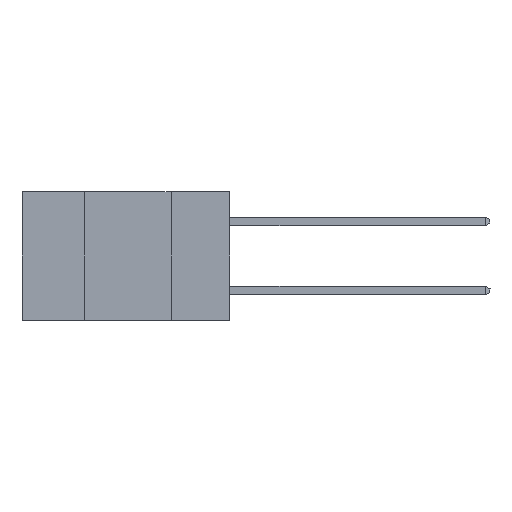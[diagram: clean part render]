
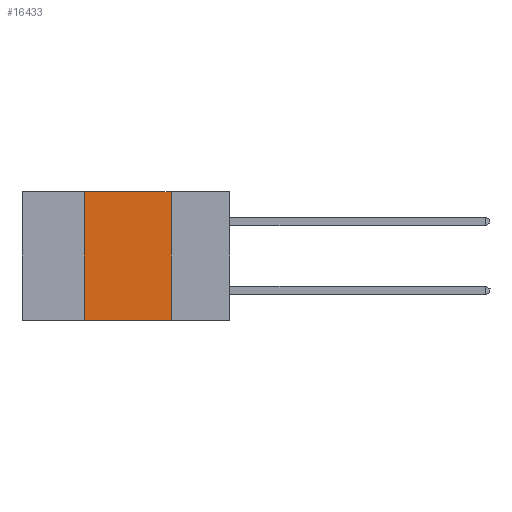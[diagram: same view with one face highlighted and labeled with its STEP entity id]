
A CAD part, left-side view. The second image highlights one B-rep face of the part: STEP entity #16433.
In plain terms, the highlighted planar face has unit normal (-1, 0, 0).
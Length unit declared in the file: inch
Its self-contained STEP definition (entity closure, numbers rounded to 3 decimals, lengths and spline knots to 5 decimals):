
#321 = CARTESIAN_POINT ( 'NONE',  ( 0., 0.6, 0. ) ) ;
#338 = VECTOR ( 'NONE', #12850, 39.37008 ) ;
#1509 = DIRECTION ( 'NONE',  ( 0., -1., 0. ) ) ;
#1666 = EDGE_CURVE ( 'NONE', #21622, #17576, #2726, .T. ) ;
#1813 = EDGE_CURVE ( 'NONE', #6362, #17576, #9917, .T. ) ;
#2615 = EDGE_LOOP ( 'NONE', ( #15657, #25391, #23137, #18612 ) ) ;
#2726 = LINE ( 'NONE', #7051, #20767 ) ;
#2903 = LINE ( 'NONE', #20249, #11109 ) ;
#4652 = EDGE_CURVE ( 'NONE', #21622, #6670, #2903, .T. ) ;
#5844 = CARTESIAN_POINT ( 'NONE',  ( 0., 0.42, -0.37 ) ) ;
#6362 = VERTEX_POINT ( 'NONE', #24050 ) ;
#6670 = VERTEX_POINT ( 'NONE', #16020 ) ;
#6990 = VECTOR ( 'NONE', #22285, 39.37008 ) ;
#7051 = CARTESIAN_POINT ( 'NONE',  ( 0., 0.6, -0.37 ) ) ;
#8734 = CARTESIAN_POINT ( 'NONE',  ( 0., 0.6, 0. ) ) ;
#8847 = AXIS2_PLACEMENT_3D ( 'NONE', #8734, #19038, #19318 ) ;
#9917 = LINE ( 'NONE', #26810, #6990 ) ;
#11109 = VECTOR ( 'NONE', #11971, 39.37008 ) ;
#11971 = DIRECTION ( 'NONE',  ( 0., 0., 1. ) ) ;
#12850 = DIRECTION ( 'NONE',  ( 0., -1., 0. ) ) ;
#13354 = CARTESIAN_POINT ( 'NONE',  ( 0., 0.17, -0.37 ) ) ;
#15657 = ORIENTED_EDGE ( 'NONE', *, *, #1813, .F. ) ;
#15838 = LINE ( 'NONE', #321, #338 ) ;
#16020 = CARTESIAN_POINT ( 'NONE',  ( 0., 0.42, 0. ) ) ;
#16433 = ADVANCED_FACE ( 'NONE', ( #23513 ), #21296, .F. ) ;
#17576 = VERTEX_POINT ( 'NONE', #13354 ) ;
#18612 = ORIENTED_EDGE ( 'NONE', *, *, #1666, .T. ) ;
#19038 = DIRECTION ( 'NONE',  ( 1., 0., 0. ) ) ;
#19318 = DIRECTION ( 'NONE',  ( 0., 0., -1. ) ) ;
#20249 = CARTESIAN_POINT ( 'NONE',  ( 0., 0.42, 0. ) ) ;
#20767 = VECTOR ( 'NONE', #1509, 39.37008 ) ;
#21296 = PLANE ( 'NONE',  #8847 ) ;
#21622 = VERTEX_POINT ( 'NONE', #5844 ) ;
#22285 = DIRECTION ( 'NONE',  ( 0., 0., -1. ) ) ;
#22707 = EDGE_CURVE ( 'NONE', #6670, #6362, #15838, .T. ) ;
#23137 = ORIENTED_EDGE ( 'NONE', *, *, #4652, .F. ) ;
#23513 = FACE_OUTER_BOUND ( 'NONE', #2615, .T. ) ;
#24050 = CARTESIAN_POINT ( 'NONE',  ( 0., 0.17, 0. ) ) ;
#25391 = ORIENTED_EDGE ( 'NONE', *, *, #22707, .F. ) ;
#26810 = CARTESIAN_POINT ( 'NONE',  ( 0., 0.17, 0. ) ) ;
